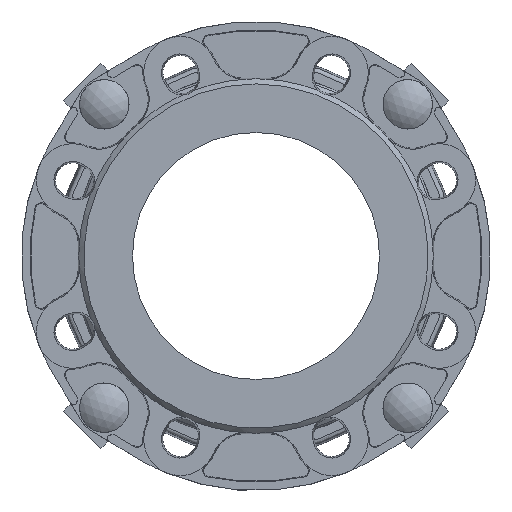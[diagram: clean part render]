
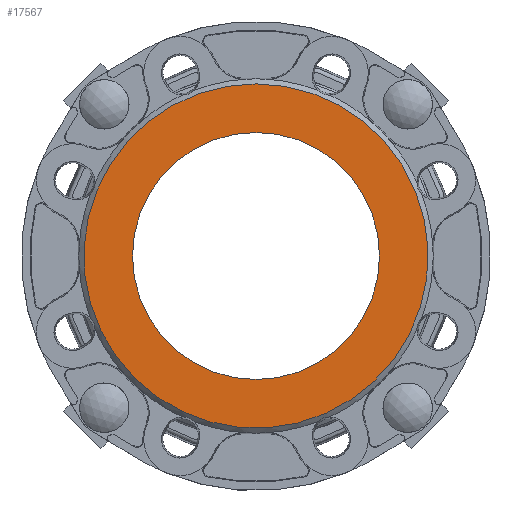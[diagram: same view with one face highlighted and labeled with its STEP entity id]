
A CAD part, front view. The second image highlights one B-rep face of the part: STEP entity #17567.
In plain terms, the highlighted planar face has unit normal (0, -1, 0).
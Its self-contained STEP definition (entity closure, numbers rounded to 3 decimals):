
#2728 = CARTESIAN_POINT ( 'NONE',  ( -73.893, 0., -73.893 ) ) ;
#2738 = CARTESIAN_POINT ( 'NONE',  ( 0., 0., 75. ) ) ;
#2900 = DIRECTION ( 'NONE',  ( 0.707, 0., 0.707 ) ) ;
#2902 = DIRECTION ( 'NONE',  ( 0., 1., 0. ) ) ;
#2910 = PLANE ( 'NONE',  #10844 ) ;
#2916 = CARTESIAN_POINT ( 'NONE',  ( 0., 0., 0. ) ) ;
#6805 = DIRECTION ( 'NONE',  ( -0.707, 0., -0.707 ) ) ;
#6806 = DIRECTION ( 'NONE',  ( 0., -1., 0. ) ) ;
#6807 = CARTESIAN_POINT ( 'NONE',  ( 0., 0., 0. ) ) ;
#7209 = DIRECTION ( 'NONE',  ( 0., 0., 1. ) ) ;
#7210 = DIRECTION ( 'NONE',  ( 0., 1., 0. ) ) ;
#7211 = CARTESIAN_POINT ( 'NONE',  ( 0., 0., 0. ) ) ;
#10104 = ORIENTED_EDGE ( 'NONE', *, *, #12449, .T. ) ;
#10105 = ORIENTED_EDGE ( 'NONE', *, *, #12334, .T. ) ;
#10844 = AXIS2_PLACEMENT_3D ( 'NONE', #2916, #2902, #2900 ) ;
#11189 = AXIS2_PLACEMENT_3D ( 'NONE', #6807, #6806, #6805 ) ;
#11239 = AXIS2_PLACEMENT_3D ( 'NONE', #7211, #7210, #7209 ) ;
#12334 = EDGE_CURVE ( 'NONE', #16180, #16180, #17379, .T. ) ;
#12449 = EDGE_CURVE ( 'NONE', #16185, #16185, #14704, .T. ) ;
#14296 = EDGE_LOOP ( 'NONE', ( #10105 ) ) ;
#14531 = EDGE_LOOP ( 'NONE', ( #10104 ) ) ;
#14704 = CIRCLE ( 'NONE', #11189, 104.5 ) ;
#16076 = FACE_BOUND ( 'NONE', #14296, .T. ) ;
#16082 = FACE_OUTER_BOUND ( 'NONE', #14531, .T. ) ;
#16180 = VERTEX_POINT ( 'NONE', #2738 ) ;
#16185 = VERTEX_POINT ( 'NONE', #2728 ) ;
#17379 = CIRCLE ( 'NONE', #11239, 75. ) ;
#17567 = ADVANCED_FACE ( 'NONE', ( #16076, #16082 ), #2910, .F. ) ;
